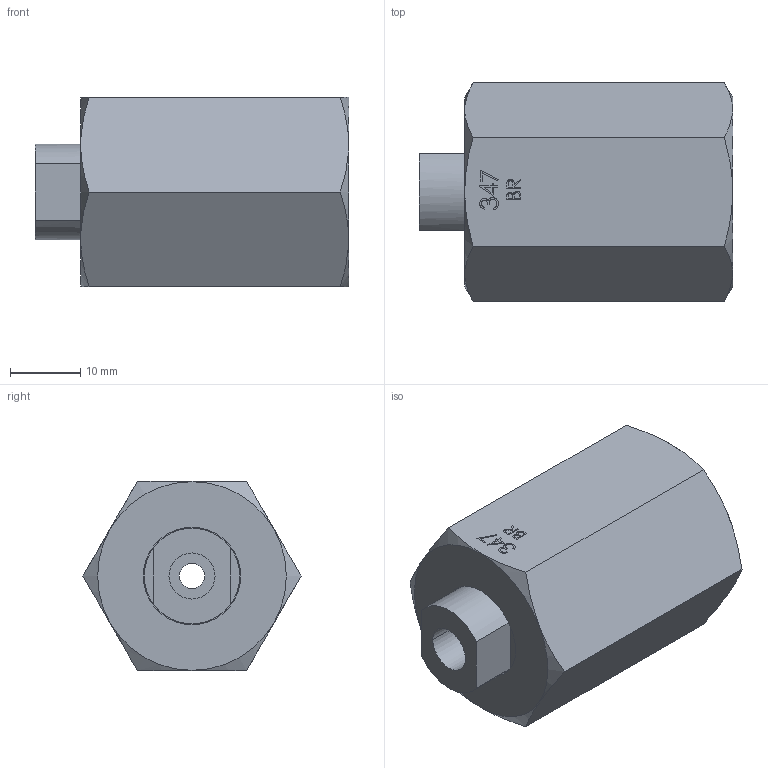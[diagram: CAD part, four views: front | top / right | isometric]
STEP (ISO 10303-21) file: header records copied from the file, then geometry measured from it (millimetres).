
FILE_DESCRIPTION (( 'STEP AP203' ), '1' );
FILE_NAME ('INL-347BR-4W-26F.STEP', '2025-09-26T18:43:17', ( '' ), ( '' ), 'SwSTEP 2.0', 'SolidWorks 2018', '' );
FILE_SCHEMA (( 'CONFIG_CONTROL_DESIGN' ));
Length unit declared in the file: inch
Products named in the file (3): PRT-000720; PRT-001806; INL-347BR-4W-26F
Assembly tree (2 placements, depth 2):
  INL-347BR-4W-26F
    PRT-000720
    PRT-001806
Bounding box: 44.77 x 31.16 x 26.99 mm (x, y, z)
Volume: 19074.8 mm3; surface area: 9878 mm2
Topology: 2 solids, 2 shells, 96 faces, 450 edges, 369 vertices
Faces by surface type: cylinder 35, plane 33, cone 17, torus 6, bspline 3, sphere 2
Entity records: 9854 total; most frequent: CARTESIAN_POINT 6224, ORIENTED_EDGE 892, DIRECTION 467, EDGE_CURVE 446, VERTEX_POINT 367, B_SPLINE_CURVE_WITH_KNOTS 253, AXIS2_PLACEMENT_3D 176, LINE 115
